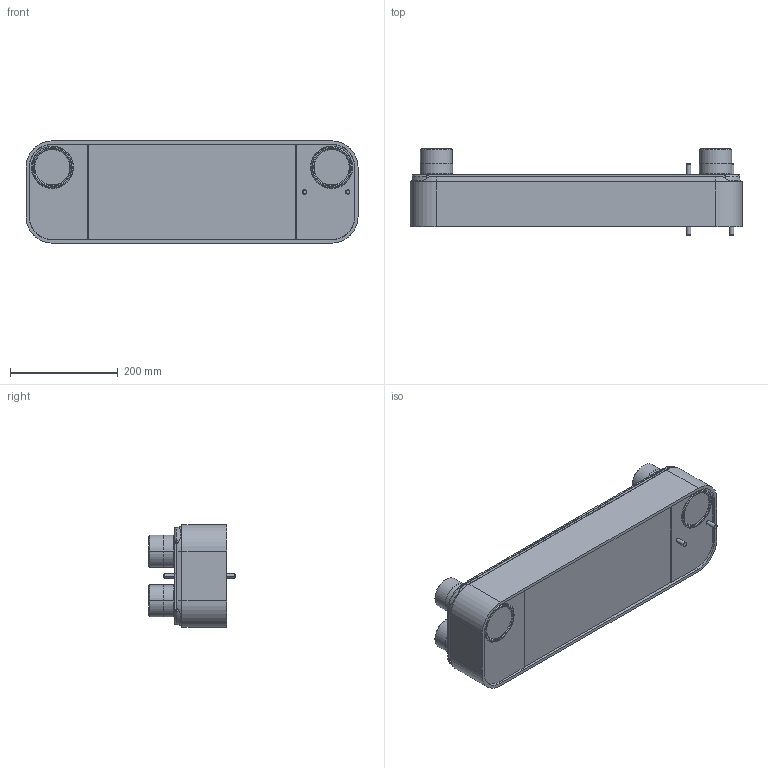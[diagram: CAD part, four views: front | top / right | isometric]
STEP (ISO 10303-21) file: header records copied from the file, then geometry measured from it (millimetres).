
FILE_DESCRIPTION((''),'2;1');
FILE_NAME('AN76_30H_3287050292_ASM','2012-06-07T',('CNSHLGO'),(''),'PRO/ENGINEER BY PARAMETRIC TECHNOLOGY CORPORATION, 2007390','PRO/ENGINEER BY PARAMETRIC TECHNOLOGY CORPORATION, 2007390','');
FILE_SCHEMA(('CONFIG_CONTROL_DESIGN'));
Length unit declared in the file: millimetre
Products named in the file (7): AN76_30H_CH_BLOCK; CB76_SEAL; CB76_FP_S1S2S3S4_51; CB76_PP; SB_M8_20; B23_ISO_228-1; AN76_30H_3287050292_ASM
Assembly tree (12 placements, depth 2):
  AN76_30H_3287050292_ASM
    AN76_30H_CH_BLOCK
    CB76_SEAL
    CB76_FP_S1S2S3S4_51
    CB76_PP
    SB_M8_20  x4
    B23_ISO_228-1  x4
Bounding box: 617 x 160.3 x 190 mm (x, y, z)
Volume: 8858648.8 mm3; surface area: 957068.5 mm2
Topology: 12 solids, 12 shells, 478 faces, 1133 edges, 706 vertices
Faces by surface type: plane 147, cylinder 139, torus 104, cone 64, bspline 24
Entity records: 13943 total; most frequent: CARTESIAN_POINT 4735, DIRECTION 1999, ORIENTED_EDGE 1858, EDGE_CURVE 929, AXIS2_PLACEMENT_3D 806, VERTEX_POINT 586, CIRCLE 438, EDGE_LOOP 411
